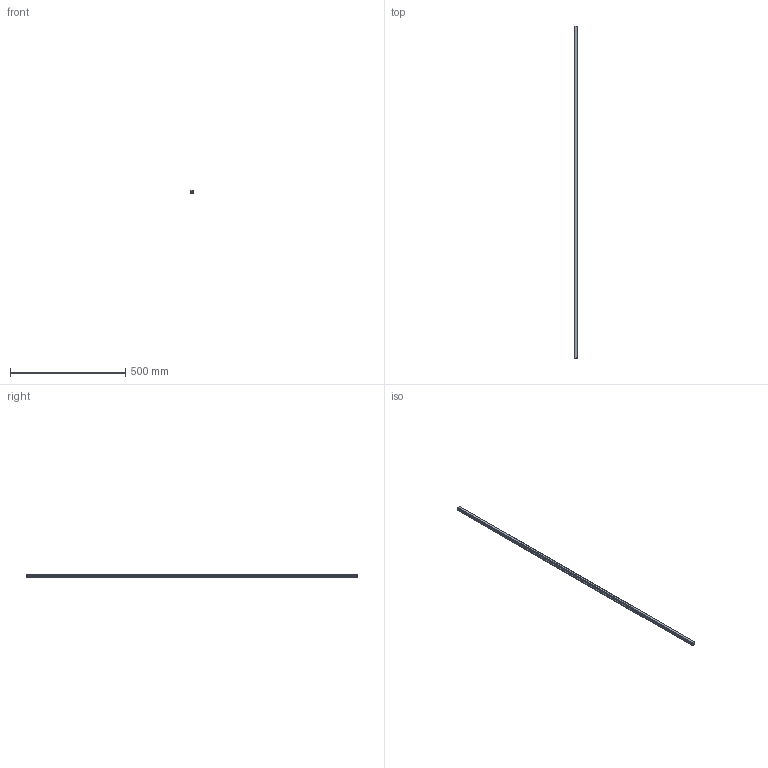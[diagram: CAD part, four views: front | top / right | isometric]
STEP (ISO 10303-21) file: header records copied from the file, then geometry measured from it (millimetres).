
FILE_DESCRIPTION(('STEP AP214'),'1');
FILE_NAME('cctmp_AA3105B6-F225-469F-BFD1-B06F546BA86B_2021_01_19_13_53_56_0350..stp','2021-01-19T12:53:56',('HIWIN GmbH'),('CADClick - www.CADClick.com'),'Spatial InterOp 3D',' ','unknown authorization');
FILE_SCHEMA(('AUTOMOTIVE_DESIGN'));
Length unit declared in the file: millimetre
Products named in the file (1): HGR15T1440C_FILE
Bounding box: 15 x 1440 x 15 mm (x, y, z)
Volume: 270305.9 mm3; surface area: 91536.9 mm2
Topology: 1 solids, 1 shells, 211 faces, 567 edges, 338 vertices
Faces by surface type: plane 89, cylinder 74, cone 48
Entity records: 7921 total; most frequent: DIRECTION 1091, CARTESIAN_POINT 1069, ORIENTED_EDGE 1038, EDGE_CURVE 519, LINE 371, VECTOR 371, AXIS2_PLACEMENT_3D 360, VERTEX_POINT 338
